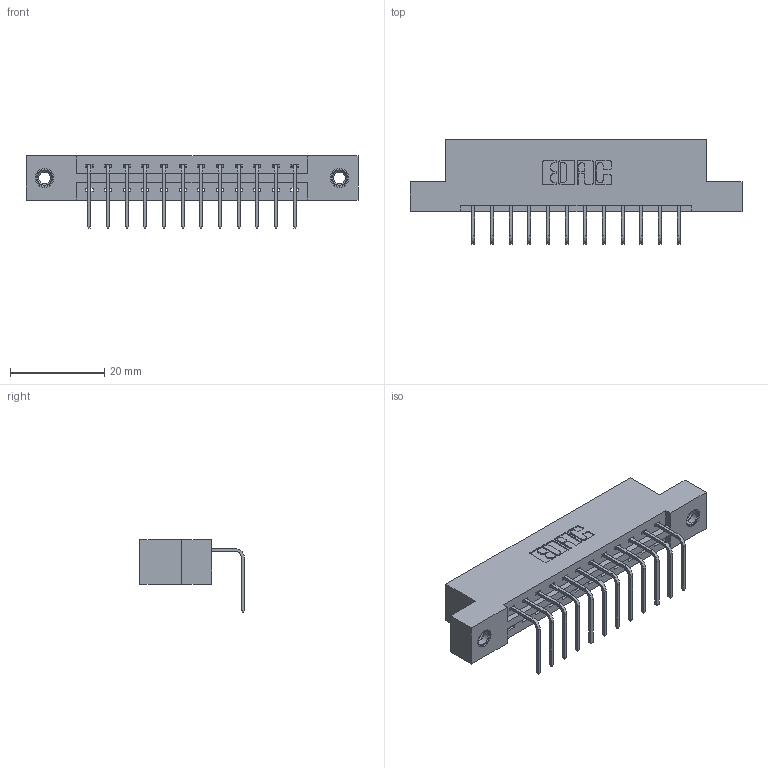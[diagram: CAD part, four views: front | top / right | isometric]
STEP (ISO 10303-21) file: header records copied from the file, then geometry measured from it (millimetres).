
FILE_DESCRIPTION (( 'STEP AP203' ), '1' );
FILE_NAME ('387-012-558-107.STEP', '2018-09-10T23:04:15', ( '' ), ( '' ), 'SwSTEP 2.0', 'SolidWorks 2016', '' );
FILE_SCHEMA (( 'CONFIG_CONTROL_DESIGN' ));
Length unit declared in the file: inch
Products named in the file (4): 387-012-558-107; 337 Part_Flush Mounting Lugs - 0.156 Dia-TI; 345-292-001_558 Tail - 2; 345-250-001_345-250-005-103
Assembly tree (15 placements, depth 2):
  387-012-558-107
    337 Part_Flush Mounting Lugs - 0.156 Dia-TI
    345-292-001_558 Tail - 2  x12
    345-250-001_345-250-005-103  x2
Bounding box: 70.56 x 22.17 x 15.37 mm (x, y, z)
Volume: 6984.7 mm3; surface area: 7337.8 mm2
Topology: 15 solids, 15 shells, 942 faces, 2775 edges, 1826 vertices
Faces by surface type: plane 678, cylinder 248, cone 12, torus 4
Entity records: 14070 total; most frequent: CARTESIAN_POINT 2429, ORIENTED_EDGE 2370, DIRECTION 2139, EDGE_CURVE 1185, LINE 1037, VECTOR 1037, VERTEX_POINT 784, AXIS2_PLACEMENT_3D 551
